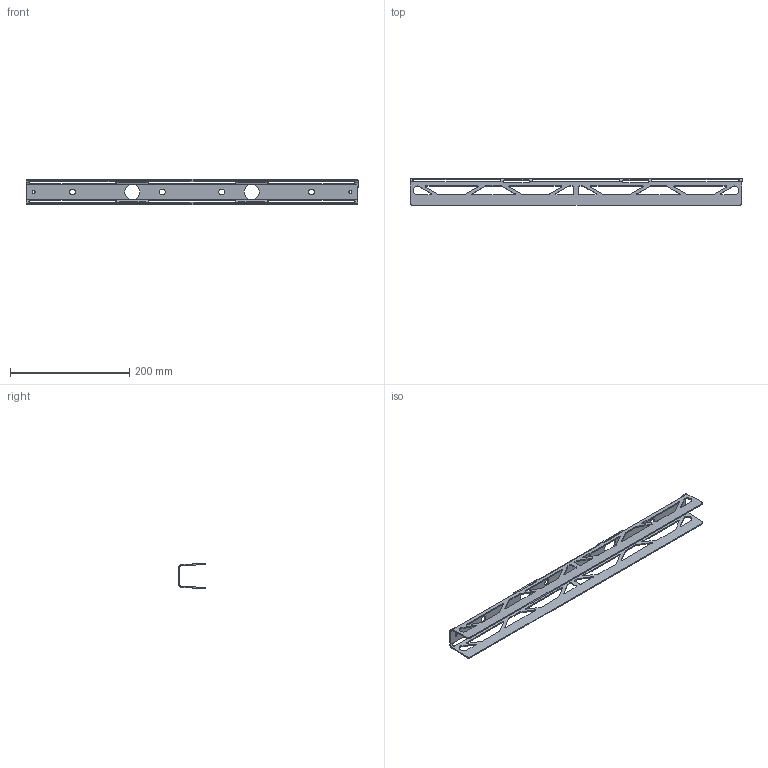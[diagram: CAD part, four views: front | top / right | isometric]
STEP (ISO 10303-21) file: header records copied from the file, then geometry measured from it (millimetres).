
FILE_DESCRIPTION (( 'STEP AP203' ), '1' );
FILE_NAME ('Abkantprofil_innen.STEP', '2016-04-25T11:12:37', ( 'adlatus' ), ( '' ), 'SwSTEP 2.0', 'SolidWorks 2015', '' );
FILE_SCHEMA (( 'CONFIG_CONTROL_DESIGN' ));
Length unit declared in the file: millimetre
Products named in the file (1): Abkantprofil_innen
Bounding box: 556 x 45.04 x 42.5 mm (x, y, z)
Volume: 90075.5 mm3; surface area: 103216.9 mm2
Topology: 1 solids, 1 shells, 247 faces, 739 edges, 474 vertices
Faces by surface type: cylinder 117, plane 110, bspline 20
Entity records: 11284 total; most frequent: CARTESIAN_POINT 4437, ORIENTED_EDGE 1478, DIRECTION 1349, EDGE_CURVE 739, VERTEX_POINT 474, AXIS2_PLACEMENT_3D 462, LINE 425, VECTOR 425
